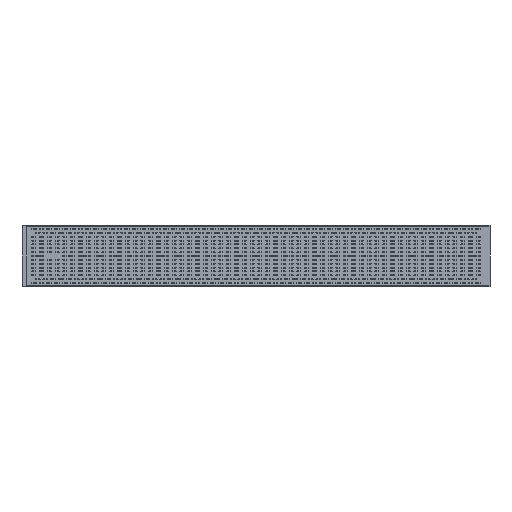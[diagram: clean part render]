
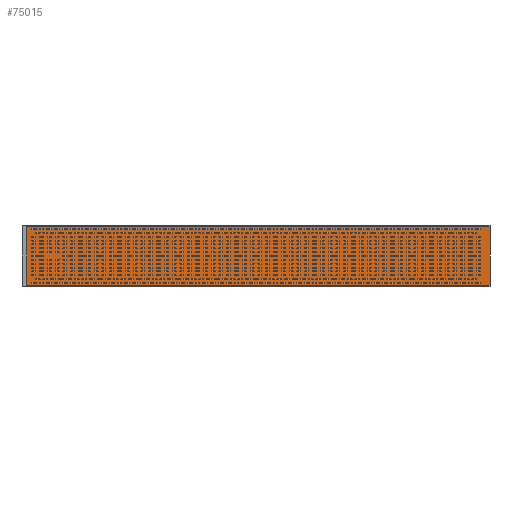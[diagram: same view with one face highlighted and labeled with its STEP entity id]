
A CAD part, top view. The second image highlights one B-rep face of the part: STEP entity #75015.
In plain terms, the highlighted planar face has unit normal (0, 0, 1).
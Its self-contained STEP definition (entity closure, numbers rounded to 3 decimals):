
#5103=FACE_OUTER_BOUND('',#8486,.T.);
#8486=EDGE_LOOP('',(#63431,#63432,#63433,#63434));
#20119=LINE('',#134939,#26763);
#20120=LINE('',#134943,#26764);
#20121=LINE('',#134945,#26765);
#20122=LINE('',#134947,#26766);
#26763=VECTOR('',#106749,1.);
#26764=VECTOR('',#106754,1.);
#26765=VECTOR('',#106757,1.);
#26766=VECTOR('',#106760,1.);
#36649=VERTEX_POINT('',#134927);
#36650=VERTEX_POINT('',#134931);
#36651=VERTEX_POINT('',#134937);
#36652=VERTEX_POINT('',#134941);
#49899=EDGE_CURVE('',#36651,#36649,#20119,.F.);
#49901=EDGE_CURVE('',#36652,#36651,#20120,.T.);
#49902=EDGE_CURVE('',#36652,#36650,#20121,.T.);
#49903=EDGE_CURVE('',#36650,#36649,#20122,.T.);
#63431=ORIENTED_EDGE('',*,*,#49899,.T.);
#63432=ORIENTED_EDGE('',*,*,#49903,.F.);
#63433=ORIENTED_EDGE('',*,*,#49902,.F.);
#63434=ORIENTED_EDGE('',*,*,#49901,.T.);
#71632=PLANE('',#88297);
#75015=ADVANCED_FACE('',(#5103),#71632,.F.);
#88297=AXIS2_PLACEMENT_3D('',#134948,#106761,#106762);
#106749=DIRECTION('',(1.,0.,0.));
#106754=DIRECTION('',(0.,1.,0.));
#106757=DIRECTION('',(-1.,0.,0.));
#106760=DIRECTION('',(0.,1.,0.));
#106761=DIRECTION('center_axis',(0.,0.,-1.));
#106762=DIRECTION('ref_axis',(-1.,0.,0.));
#134927=CARTESIAN_POINT('',(7.234,56.283,-37.6));
#134931=CARTESIAN_POINT('',(7.234,-337.917,-37.6));
#134937=CARTESIAN_POINT('',(3006.244,56.283,-37.6));
#134939=CARTESIAN_POINT('',(7.239,56.283,-37.6));
#134941=CARTESIAN_POINT('',(3006.244,-337.917,-37.6));
#134943=CARTESIAN_POINT('',(3006.244,-140.817,-37.6));
#134945=CARTESIAN_POINT('',(7.239,-337.917,-37.6));
#134947=CARTESIAN_POINT('',(7.234,-140.817,-37.6));
#134948=CARTESIAN_POINT('Origin',(7.244,-337.917,-37.6));
